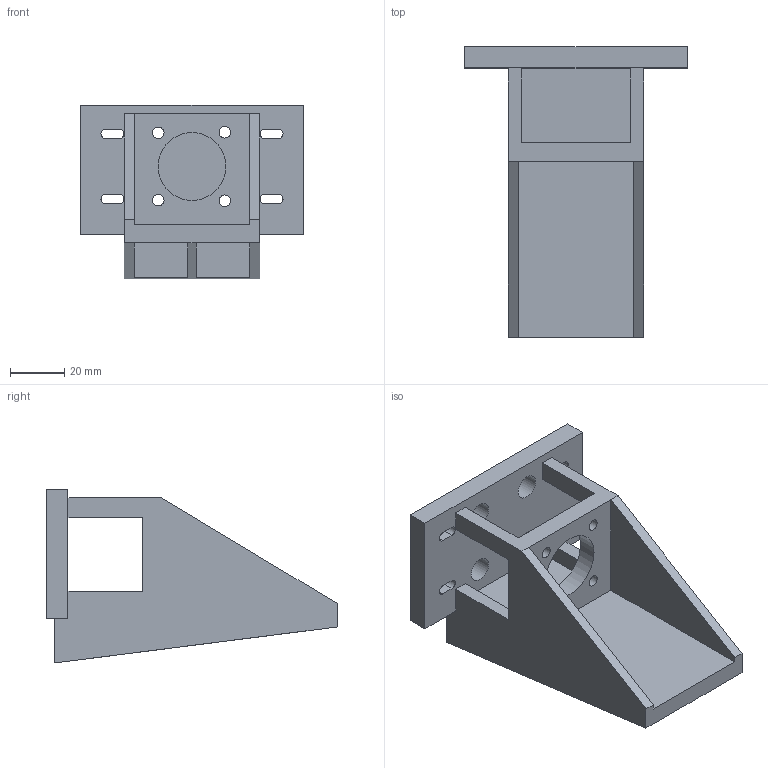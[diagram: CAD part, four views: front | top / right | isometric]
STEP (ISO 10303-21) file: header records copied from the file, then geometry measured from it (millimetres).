
FILE_DESCRIPTION(/* description */ (''),/* implementation_level */ '2;1');
FILE_NAME(/* name */ '1-Belt stepper mount Pt1 - SquireMotor - V1.step',/* time_stamp */ '2020-09-28T10:17:15-04:00',/* author */ (''),/* organization */ (''),/* preprocessor_version */ 'ST-DEVELOPER v18.1',/* originating_system */ 'Autodesk Translation Framework v9.3.0.1241',/* authorisation */ '');
FILE_SCHEMA (('AUTOMOTIVE_DESIGN { 1 0 10303 214 3 1 1 }'));
Length unit declared in the file: millimetre
Products named in the file (1): 1-Belt stepper mount Pt1 V4
Bounding box: 82 x 106.75 x 64 mm (x, y, z)
Volume: 95601.3 mm3; surface area: 38893.1 mm2
Topology: 1 solids, 1 shells, 69 faces, 189 edges, 124 vertices
Faces by surface type: plane 48, cylinder 21
Full cylindrical faces by diameter (mm): 4.2 x4, 7.5 x4, 9 x4, 25 x1
Entity records: 2277 total; most frequent: CARTESIAN_POINT 383, ORIENTED_EDGE 378, DIRECTION 371, EDGE_CURVE 189, LINE 147, VECTOR 147, VERTEX_POINT 124, AXIS2_PLACEMENT_3D 112
